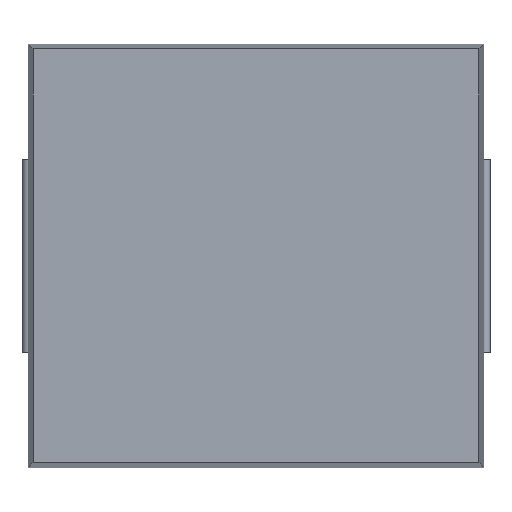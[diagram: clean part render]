
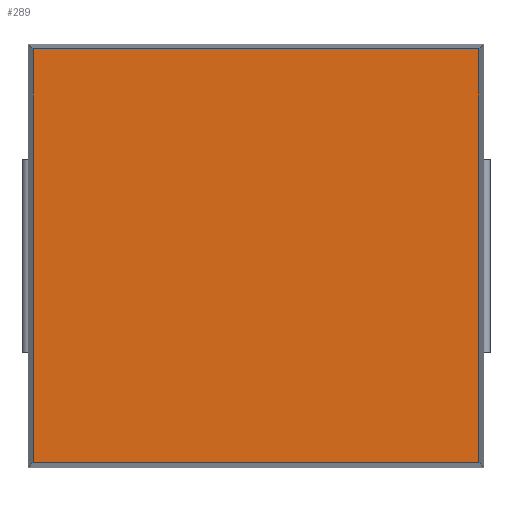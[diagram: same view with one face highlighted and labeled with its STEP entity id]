
A CAD part, top view. The second image highlights one B-rep face of the part: STEP entity #289.
In plain terms, the highlighted planar face has unit normal (0, 0, 1).
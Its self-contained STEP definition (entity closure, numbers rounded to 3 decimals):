
#40 = ORIENTED_EDGE ( 'NONE', *, *, #790, .T. ) ;
#41 = PLANE ( 'NONE',  #99 ) ;
#62 = EDGE_CURVE ( 'NONE', #552, #768, #482, .T. ) ;
#99 = AXIS2_PLACEMENT_3D ( 'NONE', #433, #1087, #1104 ) ;
#160 = VERTEX_POINT ( 'NONE', #310 ) ;
#178 = LINE ( 'NONE', #366, #327 ) ;
#215 = CARTESIAN_POINT ( 'NONE',  ( 3.478, -3.228, 3. ) ) ;
#247 = EDGE_LOOP ( 'NONE', ( #499, #40, #1044, #1205 ) ) ;
#255 = VECTOR ( 'NONE', #267, 1000. ) ;
#267 = DIRECTION ( 'NONE',  ( 1., 0., 0. ) ) ;
#289 = ADVANCED_FACE ( 'NONE', ( #813 ), #41, .T. ) ;
#292 = LINE ( 'NONE', #565, #255 ) ;
#310 = CARTESIAN_POINT ( 'NONE',  ( -3.478, -3.228, 3. ) ) ;
#327 = VECTOR ( 'NONE', #762, 1000. ) ;
#366 = CARTESIAN_POINT ( 'NONE',  ( -3.478, -3.3, 3. ) ) ;
#392 = DIRECTION ( 'NONE',  ( 1., 0., 0. ) ) ;
#396 = CARTESIAN_POINT ( 'NONE',  ( 3.478, 3.228, 3. ) ) ;
#433 = CARTESIAN_POINT ( 'NONE',  ( -3.55, -3.3, 3. ) ) ;
#466 = EDGE_CURVE ( 'NONE', #511, #768, #1221, .T. ) ;
#482 = LINE ( 'NONE', #990, #651 ) ;
#499 = ORIENTED_EDGE ( 'NONE', *, *, #847, .F. ) ;
#511 = VERTEX_POINT ( 'NONE', #215 ) ;
#552 = VERTEX_POINT ( 'NONE', #900 ) ;
#565 = CARTESIAN_POINT ( 'NONE',  ( -3.55, -3.228, 3. ) ) ;
#651 = VECTOR ( 'NONE', #392, 1000. ) ;
#762 = DIRECTION ( 'NONE',  ( 0., 1., 0. ) ) ;
#768 = VERTEX_POINT ( 'NONE', #396 ) ;
#790 = EDGE_CURVE ( 'NONE', #160, #511, #292, .T. ) ;
#791 = CARTESIAN_POINT ( 'NONE',  ( 3.478, -3.3, 3. ) ) ;
#813 = FACE_OUTER_BOUND ( 'NONE', #247, .T. ) ;
#847 = EDGE_CURVE ( 'NONE', #160, #552, #178, .T. ) ;
#900 = CARTESIAN_POINT ( 'NONE',  ( -3.478, 3.228, 3. ) ) ;
#908 = DIRECTION ( 'NONE',  ( 0., 1., 0. ) ) ;
#990 = CARTESIAN_POINT ( 'NONE',  ( -3.55, 3.228, 3. ) ) ;
#1044 = ORIENTED_EDGE ( 'NONE', *, *, #466, .T. ) ;
#1087 = DIRECTION ( 'NONE',  ( 0., 0., 1. ) ) ;
#1104 = DIRECTION ( 'NONE',  ( 1., 0., 0. ) ) ;
#1205 = ORIENTED_EDGE ( 'NONE', *, *, #62, .F. ) ;
#1221 = LINE ( 'NONE', #791, #1228 ) ;
#1228 = VECTOR ( 'NONE', #908, 1000. ) ;
